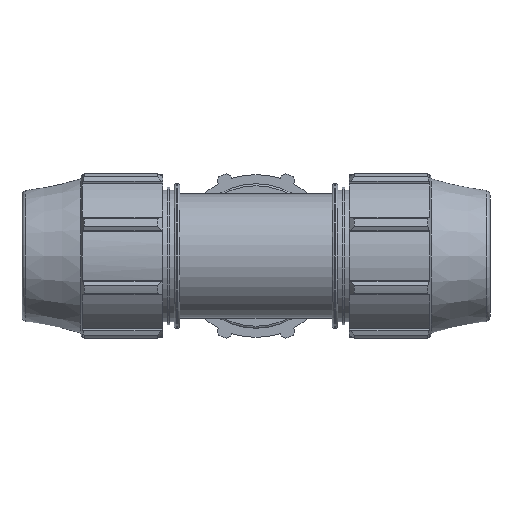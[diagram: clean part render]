
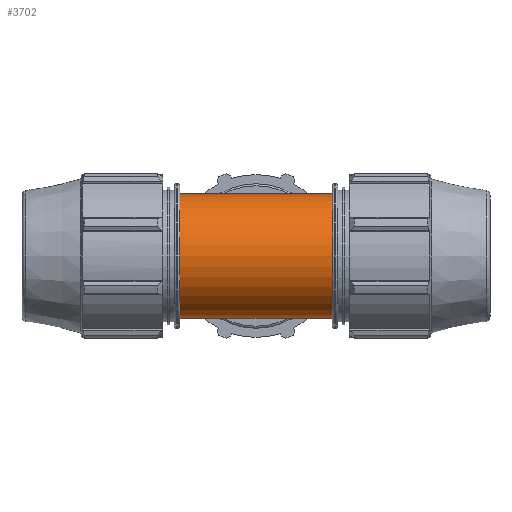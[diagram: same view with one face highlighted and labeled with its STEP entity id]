
A CAD part, front view. The second image highlights one B-rep face of the part: STEP entity #3702.
In plain terms, the highlighted cylindrical face has radius 47.025 mm (diameter 94.05 mm), a full revolution.
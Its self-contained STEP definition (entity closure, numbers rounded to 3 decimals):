
#824=CYLINDRICAL_SURFACE('',#3955,47.025);
#905=FACE_BOUND('',#1399,.T.);
#906=FACE_BOUND('',#1400,.T.);
#956=CIRCLE('',#3920,47.025);
#962=CIRCLE('',#3931,47.025);
#1154=FACE_OUTER_BOUND('',#1398,.T.);
#1398=EDGE_LOOP('',(#2628));
#1399=EDGE_LOOP('',(#2629,#2630));
#1400=EDGE_LOOP('',(#2631));
#1653=ELLIPSE('',#3911,69.206,47.025);
#1655=ELLIPSE('',#3913,69.206,47.025);
#1658=VERTEX_POINT('',#5472);
#1659=VERTEX_POINT('',#5473);
#1663=VERTEX_POINT('',#5552);
#1669=VERTEX_POINT('',#5569);
#2043=EDGE_CURVE('',#1659,#1658,#1653,.T.);
#2045=EDGE_CURVE('',#1658,#1659,#1655,.T.);
#2049=EDGE_CURVE('',#1663,#1663,#956,.T.);
#2055=EDGE_CURVE('',#1669,#1669,#962,.T.);
#2628=ORIENTED_EDGE('',*,*,#2055,.F.);
#2629=ORIENTED_EDGE('',*,*,#2045,.F.);
#2630=ORIENTED_EDGE('',*,*,#2043,.F.);
#2631=ORIENTED_EDGE('',*,*,#2049,.F.);
#3702=ADVANCED_FACE('',(#1154,#905,#906),#824,.T.);
#3911=AXIS2_PLACEMENT_3D('',#5475,#4316,#4317);
#3913=AXIS2_PLACEMENT_3D('',#5542,#4320,#4321);
#3920=AXIS2_PLACEMENT_3D('',#5553,#4334,#4335);
#3931=AXIS2_PLACEMENT_3D('',#5570,#4356,#4357);
#3955=AXIS2_PLACEMENT_3D('',#5607,#4404,#4405);
#4316=DIRECTION('center_axis',(0.679,0.734,0.));
#4317=DIRECTION('ref_axis',(-0.734,0.679,0.));
#4320=DIRECTION('center_axis',(-0.679,0.734,0.));
#4321=DIRECTION('ref_axis',(0.734,0.679,0.));
#4334=DIRECTION('center_axis',(1.,0.,0.));
#4335=DIRECTION('ref_axis',(0.,0.,-1.));
#4356=DIRECTION('center_axis',(-1.,0.,0.));
#4357=DIRECTION('ref_axis',(0.,0.,-1.));
#4404=DIRECTION('center_axis',(1.,0.,0.));
#4405=DIRECTION('ref_axis',(0.,1.,0.));
#5472=CARTESIAN_POINT('',(0.,0.,47.025));
#5473=CARTESIAN_POINT('',(0.,0.,-47.025));
#5475=CARTESIAN_POINT('Origin',(0.,0.,0.));
#5542=CARTESIAN_POINT('Origin',(0.,0.,0.));
#5552=CARTESIAN_POINT('',(57.4,47.025,0.));
#5553=CARTESIAN_POINT('Origin',(57.4,0.,0.));
#5569=CARTESIAN_POINT('',(-57.4,-47.025,0.));
#5570=CARTESIAN_POINT('Origin',(-57.4,0.,0.));
#5607=CARTESIAN_POINT('Origin',(50.95,0.,0.));
